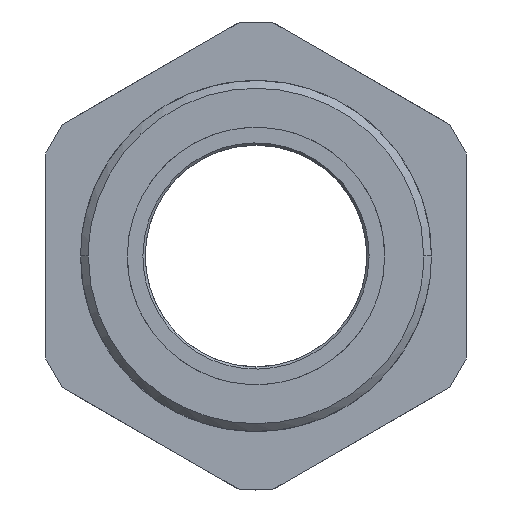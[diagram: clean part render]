
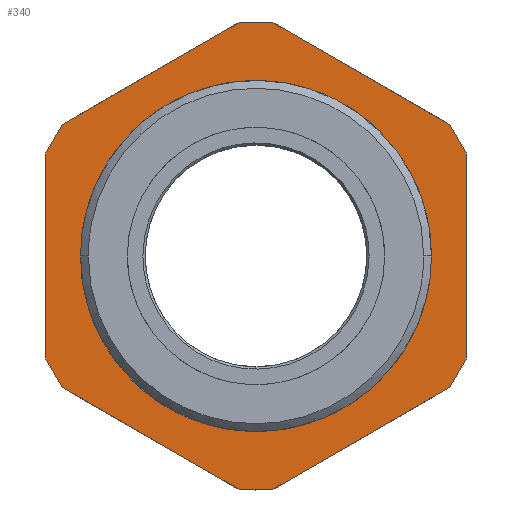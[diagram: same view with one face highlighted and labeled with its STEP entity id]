
A CAD part, front view. The second image highlights one B-rep face of the part: STEP entity #340.
In plain terms, the highlighted planar face has unit normal (0, -1, 0).
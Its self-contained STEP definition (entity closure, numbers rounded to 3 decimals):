
#43=FACE_BOUND('',#2300,.T.);
#340=ADVANCED_FACE('',(#1308,#43),#15028,.T.);
#1308=FACE_OUTER_BOUND('',#2299,.T.);
#2299=EDGE_LOOP('',(#4160,#4161,#4162,#4163,#4164,#4165,#4166,#4167,#4168,
#4169,#4170,#4171));
#2300=EDGE_LOOP('',(#4172,#4173));
#4160=ORIENTED_EDGE('',*,*,#8669,.T.);
#4161=ORIENTED_EDGE('',*,*,#8664,.T.);
#4162=ORIENTED_EDGE('',*,*,#8632,.T.);
#4163=ORIENTED_EDGE('',*,*,#8662,.T.);
#4164=ORIENTED_EDGE('',*,*,#8668,.T.);
#4165=ORIENTED_EDGE('',*,*,#8652,.T.);
#4166=ORIENTED_EDGE('',*,*,#8642,.T.);
#4167=ORIENTED_EDGE('',*,*,#8654,.T.);
#4168=ORIENTED_EDGE('',*,*,#8640,.T.);
#4169=ORIENTED_EDGE('',*,*,#8656,.T.);
#4170=ORIENTED_EDGE('',*,*,#8634,.T.);
#4171=ORIENTED_EDGE('',*,*,#8658,.T.);
#4172=ORIENTED_EDGE('',*,*,#8702,.T.);
#4173=ORIENTED_EDGE('',*,*,#8703,.T.);
#8632=EDGE_CURVE('',#13532,#13533,#11034,.T.);
#8634=EDGE_CURVE('',#13536,#13537,#11036,.T.);
#8640=EDGE_CURVE('',#13540,#13541,#11041,.T.);
#8642=EDGE_CURVE('',#13544,#13545,#11042,.T.);
#8652=EDGE_CURVE('',#13547,#13544,#12114,.T.);
#8654=EDGE_CURVE('',#13545,#13540,#12115,.T.);
#8656=EDGE_CURVE('',#13541,#13536,#12117,.T.);
#8658=EDGE_CURVE('',#13537,#13549,#12119,.T.);
#8662=EDGE_CURVE('',#13533,#13551,#12123,.T.);
#8664=EDGE_CURVE('',#13553,#13532,#12124,.T.);
#8668=EDGE_CURVE('',#13551,#13547,#11054,.T.);
#8669=EDGE_CURVE('',#13549,#13553,#11055,.T.);
#8702=EDGE_CURVE('',#13557,#13556,#12152,.T.);
#8703=EDGE_CURVE('',#13556,#13557,#12153,.T.);
#11034=B_SPLINE_CURVE_WITH_KNOTS('',1,(#22314,#22315),.UNSPECIFIED.,.F.,
 .F.,(2,2),(-13.077,0.),.UNSPECIFIED.);
#11036=B_SPLINE_CURVE_WITH_KNOTS('',1,(#22318,#22319),.UNSPECIFIED.,.F.,
 .F.,(2,2),(-13.077,0.),.UNSPECIFIED.);
#11041=B_SPLINE_CURVE_WITH_KNOTS('',1,(#22330,#22331),.UNSPECIFIED.,.F.,
 .F.,(2,2),(-13.077,0.),.UNSPECIFIED.);
#11042=B_SPLINE_CURVE_WITH_KNOTS('',1,(#22334,#22335),.UNSPECIFIED.,.F.,
 .F.,(2,2),(-13.077,0.),.UNSPECIFIED.);
#11054=B_SPLINE_CURVE_WITH_KNOTS('',1,(#22402,#22403),.UNSPECIFIED.,.F.,
 .F.,(2,2),(-13.077,0.),.UNSPECIFIED.);
#11055=B_SPLINE_CURVE_WITH_KNOTS('',1,(#22404,#22405),.UNSPECIFIED.,.F.,
 .F.,(2,2),(-13.077,0.),.UNSPECIFIED.);
#12114=(
BOUNDED_CURVE()
B_SPLINE_CURVE(2,(#22355,#22356,#22357),.UNSPECIFIED.,.F.,.F.)
B_SPLINE_CURVE_WITH_KNOTS((3,3),(-2.177,0.),
 .UNSPECIFIED.)
CURVE()
GEOMETRIC_REPRESENTATION_ITEM()
RATIONAL_B_SPLINE_CURVE((1.,0.997,1.))
REPRESENTATION_ITEM('')
);
#12115=(
BOUNDED_CURVE()
B_SPLINE_CURVE(2,(#22360,#22361,#22362),.UNSPECIFIED.,.F.,.F.)
B_SPLINE_CURVE_WITH_KNOTS((3,3),(13.077,15.254),
 .UNSPECIFIED.)
CURVE()
GEOMETRIC_REPRESENTATION_ITEM()
RATIONAL_B_SPLINE_CURVE((1.,0.997,1.))
REPRESENTATION_ITEM('')
);
#12117=(
BOUNDED_CURVE()
B_SPLINE_CURVE(2,(#22368,#22369,#22370),.UNSPECIFIED.,.F.,.F.)
B_SPLINE_CURVE_WITH_KNOTS((3,3),(-2.177,0.),.UNSPECIFIED.)
CURVE()
GEOMETRIC_REPRESENTATION_ITEM()
RATIONAL_B_SPLINE_CURVE((1.,0.997,1.))
REPRESENTATION_ITEM('')
);
#12119=(
BOUNDED_CURVE()
B_SPLINE_CURVE(2,(#22374,#22375,#22376),.UNSPECIFIED.,.F.,.F.)
B_SPLINE_CURVE_WITH_KNOTS((3,3),(43.584,45.762),
 .UNSPECIFIED.)
CURVE()
GEOMETRIC_REPRESENTATION_ITEM()
RATIONAL_B_SPLINE_CURVE((1.,0.997,1.))
REPRESENTATION_ITEM('')
);
#12123=(
BOUNDED_CURVE()
B_SPLINE_CURVE(2,(#22385,#22386,#22387),.UNSPECIFIED.,.F.,.F.)
B_SPLINE_CURVE_WITH_KNOTS((3,3),(-2.177,0.),.UNSPECIFIED.)
CURVE()
GEOMETRIC_REPRESENTATION_ITEM()
RATIONAL_B_SPLINE_CURVE((1.,0.997,1.))
REPRESENTATION_ITEM('')
);
#12124=(
BOUNDED_CURVE()
B_SPLINE_CURVE(2,(#22390,#22391,#22392),.UNSPECIFIED.,.F.,.F.)
B_SPLINE_CURVE_WITH_KNOTS((3,3),(-32.685,-30.508),
 .UNSPECIFIED.)
CURVE()
GEOMETRIC_REPRESENTATION_ITEM()
RATIONAL_B_SPLINE_CURVE((1.,0.997,1.))
REPRESENTATION_ITEM('')
);
#12152=(
BOUNDED_CURVE()
B_SPLINE_CURVE(2,(#22504,#22505,#22506,#22507,#22508),.UNSPECIFIED.,.F.,
 .F.)
B_SPLINE_CURVE_WITH_KNOTS((3,2,3),(0.,16.619,33.238),
 .UNSPECIFIED.)
CURVE()
GEOMETRIC_REPRESENTATION_ITEM()
RATIONAL_B_SPLINE_CURVE((1.,0.707,1.,0.707,1.))
REPRESENTATION_ITEM('')
);
#12153=(
BOUNDED_CURVE()
B_SPLINE_CURVE(2,(#22509,#22510,#22511,#22512,#22513),.UNSPECIFIED.,.F.,
 .F.)
B_SPLINE_CURVE_WITH_KNOTS((3,2,3),(0.,16.619,33.238),
 .UNSPECIFIED.)
CURVE()
GEOMETRIC_REPRESENTATION_ITEM()
RATIONAL_B_SPLINE_CURVE((1.,0.707,1.,0.707,1.))
REPRESENTATION_ITEM('')
);
#13532=VERTEX_POINT('',#19960);
#13533=VERTEX_POINT('',#19961);
#13536=VERTEX_POINT('',#19964);
#13537=VERTEX_POINT('',#19965);
#13540=VERTEX_POINT('',#19968);
#13541=VERTEX_POINT('',#19969);
#13544=VERTEX_POINT('',#19972);
#13545=VERTEX_POINT('',#19973);
#13547=VERTEX_POINT('',#19975);
#13549=VERTEX_POINT('',#19977);
#13551=VERTEX_POINT('',#19979);
#13553=VERTEX_POINT('',#19981);
#13556=VERTEX_POINT('',#19984);
#13557=VERTEX_POINT('',#19985);
#15028=PLANE('',#16126);
#16126=AXIS2_PLACEMENT_3D('',#19598,#16651,$);
#16651=DIRECTION('',(0.,-1.,0.));
#19598=CARTESIAN_POINT('',(-16.201,10.,26.299));
#19960=CARTESIAN_POINT('',(1.088,10.,-6.711));
#19961=CARTESIAN_POINT('',(12.412,10.,-0.172));
#19964=CARTESIAN_POINT('',(-13.5,10.,14.788));
#19965=CARTESIAN_POINT('',(-13.5,10.,1.712));
#19968=CARTESIAN_POINT('',(-1.088,10.,23.211));
#19969=CARTESIAN_POINT('',(-12.412,10.,16.672));
#19972=CARTESIAN_POINT('',(12.412,10.,16.672));
#19973=CARTESIAN_POINT('',(1.088,10.,23.211));
#19975=CARTESIAN_POINT('',(13.5,10.,14.788));
#19977=CARTESIAN_POINT('',(-12.412,10.,-0.172));
#19979=CARTESIAN_POINT('',(13.5,10.,1.712));
#19981=CARTESIAN_POINT('',(-1.088,10.,-6.711));
#19984=CARTESIAN_POINT('',(-10.58,10.,8.25));
#19985=CARTESIAN_POINT('',(10.58,10.,8.25));
#22314=CARTESIAN_POINT('',(1.088,10.,-6.711));
#22315=CARTESIAN_POINT('',(12.412,10.,-0.172));
#22318=CARTESIAN_POINT('',(-13.5,10.,14.788));
#22319=CARTESIAN_POINT('',(-13.5,10.,1.712));
#22330=CARTESIAN_POINT('',(-1.088,10.,23.211));
#22331=CARTESIAN_POINT('',(-12.412,10.,16.672));
#22334=CARTESIAN_POINT('',(12.412,10.,16.672));
#22335=CARTESIAN_POINT('',(1.088,10.,23.211));
#22355=CARTESIAN_POINT('',(13.5,10.,14.788));
#22356=CARTESIAN_POINT('',(13.025,10.,15.77));
#22357=CARTESIAN_POINT('',(12.412,10.,16.672));
#22360=CARTESIAN_POINT('',(1.088,10.,23.211));
#22361=CARTESIAN_POINT('',(0.,10.,23.29));
#22362=CARTESIAN_POINT('',(-1.088,10.,23.211));
#22368=CARTESIAN_POINT('',(-12.412,10.,16.672));
#22369=CARTESIAN_POINT('',(-13.025,10.,15.77));
#22370=CARTESIAN_POINT('',(-13.5,10.,14.788));
#22374=CARTESIAN_POINT('',(-13.5,10.,1.712));
#22375=CARTESIAN_POINT('',(-13.025,10.,0.73));
#22376=CARTESIAN_POINT('',(-12.412,10.,-0.172));
#22385=CARTESIAN_POINT('',(12.412,10.,-0.172));
#22386=CARTESIAN_POINT('',(13.025,10.,0.73));
#22387=CARTESIAN_POINT('',(13.5,10.,1.712));
#22390=CARTESIAN_POINT('',(-1.088,10.,-6.711));
#22391=CARTESIAN_POINT('',(0.,10.,-6.79));
#22392=CARTESIAN_POINT('',(1.088,10.,-6.711));
#22402=CARTESIAN_POINT('',(13.5,10.,1.712));
#22403=CARTESIAN_POINT('',(13.5,10.,14.788));
#22404=CARTESIAN_POINT('',(-12.412,10.,-0.172));
#22405=CARTESIAN_POINT('',(-1.088,10.,-6.711));
#22504=CARTESIAN_POINT('',(10.58,10.,8.25));
#22505=CARTESIAN_POINT('',(10.58,10.,-2.33));
#22506=CARTESIAN_POINT('',(0.,10.,-2.33));
#22507=CARTESIAN_POINT('',(-10.58,10.,-2.33));
#22508=CARTESIAN_POINT('',(-10.58,10.,8.25));
#22509=CARTESIAN_POINT('',(-10.58,10.,8.25));
#22510=CARTESIAN_POINT('',(-10.58,10.,18.83));
#22511=CARTESIAN_POINT('',(0.,10.,18.83));
#22512=CARTESIAN_POINT('',(10.58,10.,18.83));
#22513=CARTESIAN_POINT('',(10.58,10.,8.25));
